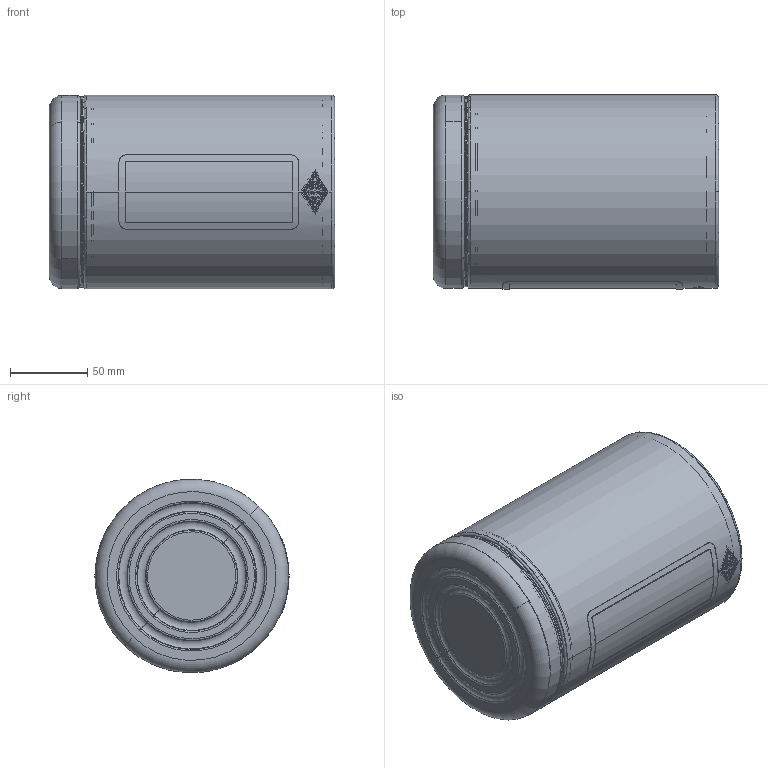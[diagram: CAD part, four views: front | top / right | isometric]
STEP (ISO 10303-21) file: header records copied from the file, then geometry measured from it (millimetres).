
FILE_DESCRIPTION(('STEP AP214'),'1');
FILE_NAME('_V Vorratsdose Classic Line.STP','2025-08-27T11:23:13',(' '),(' '),'Spatial InterOp 3D',' ',' ');
FILE_SCHEMA(('AUTOMOTIVE_DESIGN { 1 0 10303 214 1 1 1 1 }'));
Length unit declared in the file: millimetre
Products named in the file (1): Vorratsdose inkl. Logovertiefung|Vorratsdose Gainex|Weizen:1#Weizen;Volumenkörper2#ASSEM1;ASSEM1
Bounding box: 184.2 x 125.4 x 125 mm (x, y, z)
Volume: 974742.6 mm3; surface area: 278947.9 mm2
Topology: 11 solids, 11 shells, 522 faces, 1352 edges, 873 vertices
Faces by surface type: bspline 236, plane 155, torus 79, cylinder 32, cone 20
Full cylindrical faces by diameter (mm): 124 x1
Entity records: 27162 total; most frequent: CARTESIAN_POINT 15642, ORIENTED_EDGE 2700, DIRECTION 1786, EDGE_CURVE 1350, VERTEX_POINT 872, AXIS2_PLACEMENT_3D 662, EDGE_LOOP 572, B_SPLINE_CURVE_WITH_KNOTS 523
